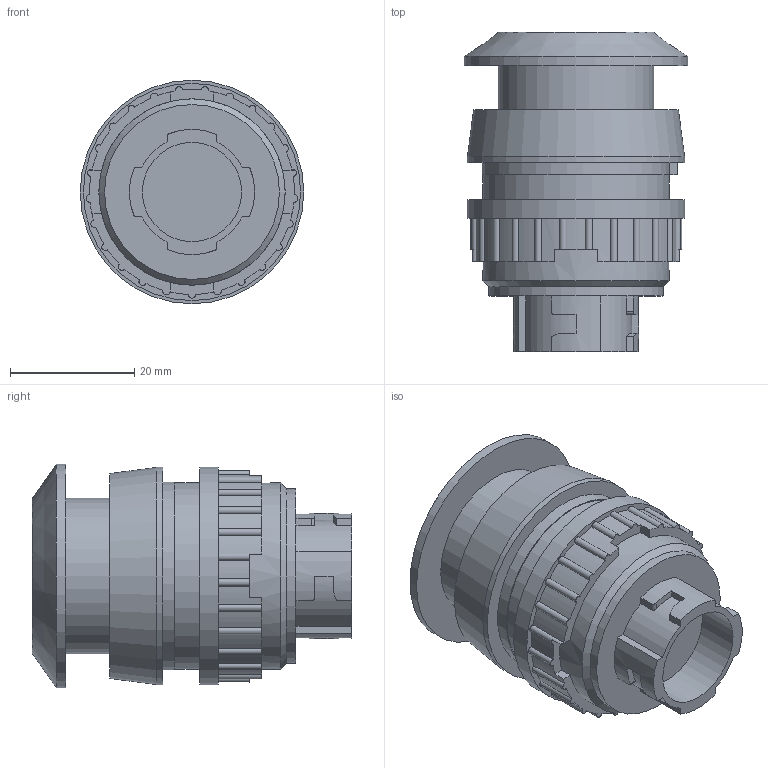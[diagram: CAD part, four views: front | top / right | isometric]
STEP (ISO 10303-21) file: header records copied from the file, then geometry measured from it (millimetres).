
FILE_DESCRIPTION(/* description */ ('STEP AP214'),/* implementation_level */ '2;1');
FILE_NAME(/* name */ '9295_P-30-SW',/* time_stamp */ '2024-09-11T11:42:49+02:00',/* author */ ('License CC BY-ND 4.0'),/* organization */ ('CADENAS'),/* preprocessor_version */ 'ST-DEVELOPER v19.3',/* originating_system */ 'PARTsolutions',/* authorisation */ ' ');
FILE_SCHEMA (('AUTOMOTIVE_DESIGN {1 0 10303 214 3 1 1}'));
Length unit declared in the file: millimetre
Products named in the file (1): 9295 P-30-SW---(0)
Bounding box: 36 x 51.5 x 36 mm (x, y, z)
Volume: 33674.2 mm3; surface area: 8457 mm2
Topology: 1 solids, 1 shells, 132 faces, 362 edges, 240 vertices
Faces by surface type: cylinder 71, plane 57, cone 3, torus 1
Full cylindrical faces by diameter (mm): 16 x1, 25 x1, 28.16 x1, 30 x2, 35 x2, 36 x1
Entity records: 4230 total; most frequent: DIRECTION 782, CARTESIAN_POINT 743, ORIENTED_EDGE 696, EDGE_CURVE 348, AXIS2_PLACEMENT_3D 309, VERTEX_POINT 238, CIRCLE 168, LINE 164
